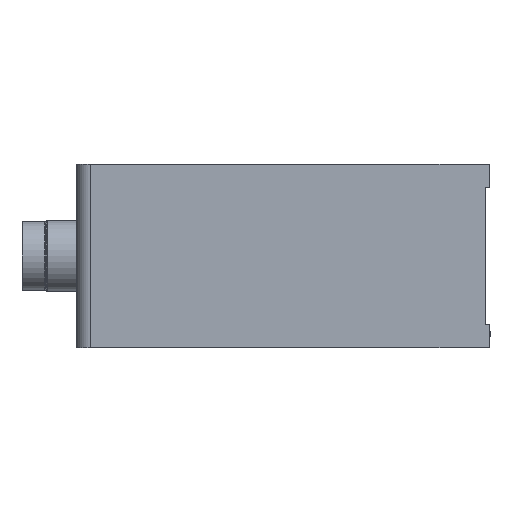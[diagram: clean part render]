
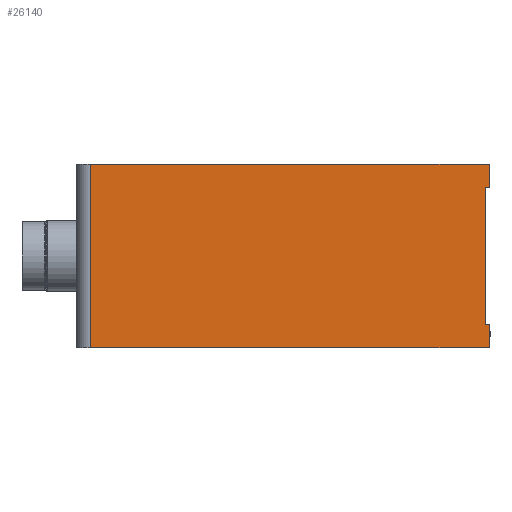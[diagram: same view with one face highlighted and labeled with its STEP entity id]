
A CAD part, left-side view. The second image highlights one B-rep face of the part: STEP entity #26140.
In plain terms, the highlighted planar face has unit normal (-1, 0, 0).
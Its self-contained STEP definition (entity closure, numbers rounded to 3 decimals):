
#272 = DIRECTION ( 'NONE',  ( 0., -1., 0. ) ) ;
#763 = VERTEX_POINT ( 'NONE', #12546 ) ;
#985 = CARTESIAN_POINT ( 'NONE',  ( -595., -392., -147.75 ) ) ;
#1233 = CARTESIAN_POINT ( 'NONE',  ( -595., -402., 200. ) ) ;
#1342 = CARTESIAN_POINT ( 'NONE',  ( -595., 468., 200. ) ) ;
#1428 = DIRECTION ( 'NONE',  ( 0., 0., -1. ) ) ;
#1589 = DIRECTION ( 'NONE',  ( 0., 1., 0. ) ) ;
#1592 = CARTESIAN_POINT ( 'NONE',  ( -595., -394., -149.75 ) ) ;
#1928 = VERTEX_POINT ( 'NONE', #31061 ) ;
#2186 = ORIENTED_EDGE ( 'NONE', *, *, #32197, .T. ) ;
#2387 = ORIENTED_EDGE ( 'NONE', *, *, #23133, .T. ) ;
#2548 = VERTEX_POINT ( 'NONE', #10757 ) ;
#2705 = VERTEX_POINT ( 'NONE', #25043 ) ;
#3103 = ORIENTED_EDGE ( 'NONE', *, *, #13738, .T. ) ;
#3614 = AXIS2_PLACEMENT_3D ( 'NONE', #26633, #34849, #18612 ) ;
#3719 = ORIENTED_EDGE ( 'NONE', *, *, #15884, .F. ) ;
#4250 = CARTESIAN_POINT ( 'NONE',  ( -595., -402., -198. ) ) ;
#4887 = DIRECTION ( 'NONE',  ( 0., 0., -1. ) ) ;
#4982 = CARTESIAN_POINT ( 'NONE',  ( -595., -402., 149.75 ) ) ;
#5421 = AXIS2_PLACEMENT_3D ( 'NONE', #9159, #22780, #12032 ) ;
#5967 = EDGE_CURVE ( 'NONE', #1928, #33609, #28611, .T. ) ;
#6369 = ORIENTED_EDGE ( 'NONE', *, *, #14834, .T. ) ;
#6658 = CARTESIAN_POINT ( 'NONE',  ( -595., 0., 200. ) ) ;
#6708 = DIRECTION ( 'NONE',  ( 0., 0., -1. ) ) ;
#7971 = EDGE_CURVE ( 'NONE', #31543, #16168, #33365, .T. ) ;
#8867 = CARTESIAN_POINT ( 'NONE',  ( -595., -402., -149.75 ) ) ;
#9159 = CARTESIAN_POINT ( 'NONE',  ( -595., -394., 147.75 ) ) ;
#9846 = FACE_OUTER_BOUND ( 'NONE', #11948, .T. ) ;
#10027 = DIRECTION ( 'NONE',  ( 1., 0., 0. ) ) ;
#10757 = CARTESIAN_POINT ( 'NONE',  ( -595., 468., -200. ) ) ;
#10857 = VERTEX_POINT ( 'NONE', #23884 ) ;
#11554 = ORIENTED_EDGE ( 'NONE', *, *, #7971, .F. ) ;
#11679 = ORIENTED_EDGE ( 'NONE', *, *, #23858, .F. ) ;
#11684 = EDGE_CURVE ( 'NONE', #2548, #10857, #20773, .T. ) ;
#11948 = EDGE_LOOP ( 'NONE', ( #15726, #2186, #11679, #3103, #28148, #31368, #15826, #11554, #2387, #3719, #6369, #23401 ) ) ;
#12032 = DIRECTION ( 'NONE',  ( 0., 0., -1. ) ) ;
#12546 = CARTESIAN_POINT ( 'NONE',  ( -595., -394., 149.75 ) ) ;
#12700 = DIRECTION ( 'NONE',  ( 0., -1., 0. ) ) ;
#12972 = LINE ( 'NONE', #32261, #30562 ) ;
#13004 = CARTESIAN_POINT ( 'NONE',  ( -595., -400., -198. ) ) ;
#13735 = VERTEX_POINT ( 'NONE', #4250 ) ;
#13738 = EDGE_CURVE ( 'NONE', #22045, #2548, #18256, .T. ) ;
#13875 = VECTOR ( 'NONE', #20762, 1000. ) ;
#14202 = DIRECTION ( 'NONE',  ( -1., 0., 0. ) ) ;
#14679 = EDGE_CURVE ( 'NONE', #16168, #13735, #12972, .T. ) ;
#14834 = EDGE_CURVE ( 'NONE', #27885, #763, #16909, .T. ) ;
#15057 = CARTESIAN_POINT ( 'NONE',  ( -595., 0., 200. ) ) ;
#15092 = CIRCLE ( 'NONE', #3614, 2. ) ;
#15726 = ORIENTED_EDGE ( 'NONE', *, *, #5967, .F. ) ;
#15826 = ORIENTED_EDGE ( 'NONE', *, *, #14679, .F. ) ;
#15839 = DIRECTION ( 'NONE',  ( 0., 0., -1. ) ) ;
#15884 = EDGE_CURVE ( 'NONE', #27885, #22006, #29416, .T. ) ;
#16017 = AXIS2_PLACEMENT_3D ( 'NONE', #13004, #31225, #6708 ) ;
#16168 = VERTEX_POINT ( 'NONE', #35097 ) ;
#16582 = VECTOR ( 'NONE', #4887, 1000. ) ;
#16909 = CIRCLE ( 'NONE', #5421, 2. ) ;
#17622 = DIRECTION ( 'NONE',  ( 0., -1., 0. ) ) ;
#17927 = EDGE_CURVE ( 'NONE', #10857, #13735, #24565, .T. ) ;
#18256 = LINE ( 'NONE', #29141, #33611 ) ;
#18612 = DIRECTION ( 'NONE',  ( 0., 0., -1. ) ) ;
#19137 = AXIS2_PLACEMENT_3D ( 'NONE', #15057, #10027, #1428 ) ;
#19406 = DIRECTION ( 'NONE',  ( 0., 0., -1. ) ) ;
#20433 = CIRCLE ( 'NONE', #28398, 2. ) ;
#20762 = DIRECTION ( 'NONE',  ( 0., 0., -1. ) ) ;
#20773 = LINE ( 'NONE', #28968, #33521 ) ;
#21399 = CARTESIAN_POINT ( 'NONE',  ( -595., -392., -149.75 ) ) ;
#21735 = CARTESIAN_POINT ( 'NONE',  ( -595., -400., 198. ) ) ;
#22006 = VERTEX_POINT ( 'NONE', #985 ) ;
#22045 = VERTEX_POINT ( 'NONE', #1342 ) ;
#22780 = DIRECTION ( 'NONE',  ( 1., 0., 0. ) ) ;
#23133 = EDGE_CURVE ( 'NONE', #31543, #22006, #15092, .T. ) ;
#23401 = ORIENTED_EDGE ( 'NONE', *, *, #34242, .F. ) ;
#23858 = EDGE_CURVE ( 'NONE', #22045, #2705, #28671, .T. ) ;
#23884 = CARTESIAN_POINT ( 'NONE',  ( -595., -400., -200. ) ) ;
#24565 = CIRCLE ( 'NONE', #16017, 2. ) ;
#25043 = CARTESIAN_POINT ( 'NONE',  ( -595., -400., 200. ) ) ;
#26116 = LINE ( 'NONE', #4982, #31307 ) ;
#26140 = ADVANCED_FACE ( 'NONE', ( #9846 ), #31473, .F. ) ;
#26235 = CARTESIAN_POINT ( 'NONE',  ( -595., -392., 147.75 ) ) ;
#26633 = CARTESIAN_POINT ( 'NONE',  ( -595., -394., -147.75 ) ) ;
#27885 = VERTEX_POINT ( 'NONE', #26235 ) ;
#27964 = VECTOR ( 'NONE', #272, 1000. ) ;
#28148 = ORIENTED_EDGE ( 'NONE', *, *, #11684, .T. ) ;
#28398 = AXIS2_PLACEMENT_3D ( 'NONE', #21735, #14202, #19406 ) ;
#28611 = LINE ( 'NONE', #1233, #13875 ) ;
#28671 = LINE ( 'NONE', #6658, #34528 ) ;
#28968 = CARTESIAN_POINT ( 'NONE',  ( -595., 0., -200. ) ) ;
#29141 = CARTESIAN_POINT ( 'NONE',  ( -595., 468., 200. ) ) ;
#29193 = CARTESIAN_POINT ( 'NONE',  ( -595., -402., 149.75 ) ) ;
#29416 = LINE ( 'NONE', #21399, #16582 ) ;
#29500 = DIRECTION ( 'NONE',  ( 0., 0., -1. ) ) ;
#30562 = VECTOR ( 'NONE', #15839, 1000. ) ;
#31061 = CARTESIAN_POINT ( 'NONE',  ( -595., -402., 198. ) ) ;
#31225 = DIRECTION ( 'NONE',  ( -1., 0., 0. ) ) ;
#31307 = VECTOR ( 'NONE', #1589, 1000. ) ;
#31368 = ORIENTED_EDGE ( 'NONE', *, *, #17927, .T. ) ;
#31473 = PLANE ( 'NONE',  #19137 ) ;
#31543 = VERTEX_POINT ( 'NONE', #1592 ) ;
#32197 = EDGE_CURVE ( 'NONE', #1928, #2705, #20433, .T. ) ;
#32261 = CARTESIAN_POINT ( 'NONE',  ( -595., -402., 200. ) ) ;
#33365 = LINE ( 'NONE', #8867, #27964 ) ;
#33521 = VECTOR ( 'NONE', #12700, 1000. ) ;
#33609 = VERTEX_POINT ( 'NONE', #29193 ) ;
#33611 = VECTOR ( 'NONE', #29500, 1000. ) ;
#34242 = EDGE_CURVE ( 'NONE', #33609, #763, #26116, .T. ) ;
#34528 = VECTOR ( 'NONE', #17622, 1000. ) ;
#34849 = DIRECTION ( 'NONE',  ( 1., 0., 0. ) ) ;
#35097 = CARTESIAN_POINT ( 'NONE',  ( -595., -402., -149.75 ) ) ;
